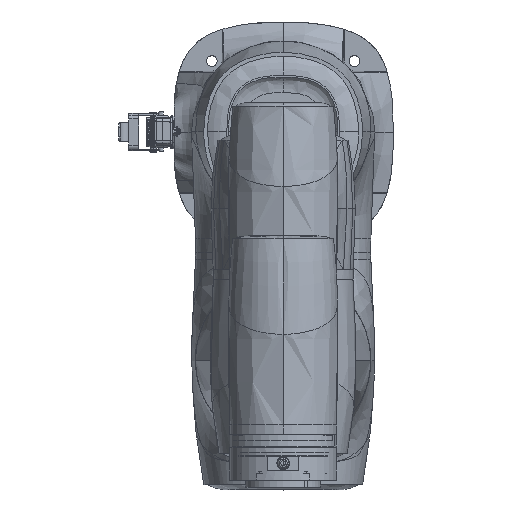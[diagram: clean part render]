
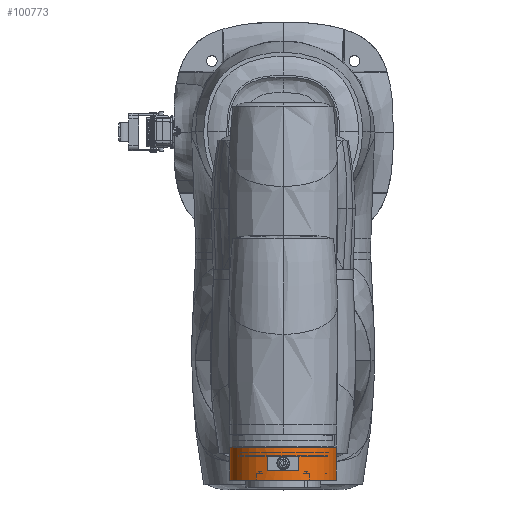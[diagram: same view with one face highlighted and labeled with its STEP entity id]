
A CAD part, top view. The second image highlights one B-rep face of the part: STEP entity #100773.
In plain terms, the highlighted cylindrical face has radius 45 mm (diameter 90 mm), a partial arc.
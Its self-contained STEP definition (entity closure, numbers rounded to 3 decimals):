
#98762=CARTESIAN_POINT('',(20.2,0.,0.));
#98763=DIRECTION('',(-1.,0.,0.));
#98764=DIRECTION('',(0.,0.966,-0.259));
#98765=AXIS2_PLACEMENT_3D('',#98762,#98763,#98764);
#98767=DIRECTION('',(-1.,0.,0.));
#98768=VECTOR('',#98767,27.6);
#98769=CARTESIAN_POINT('',(20.2,43.467,-11.647));
#98770=LINE('',#98769,#98768);
#98771=DIRECTION('',(1.,0.,0.));
#98772=VECTOR('',#98771,27.6);
#98773=CARTESIAN_POINT('',(-7.4,-43.467,11.647));
#98774=LINE('',#98773,#98772);
#98775=DIRECTION('',(-1.,0.,0.));
#98776=VECTOR('',#98775,12.);
#98777=CARTESIAN_POINT('',(12.,-23.944,-38.101));
#98778=LINE('',#98777,#98776);
#98779=DIRECTION('',(1.,0.,0.));
#98780=VECTOR('',#98779,12.);
#98781=CARTESIAN_POINT('',(0.,1.685,-44.968));
#98782=LINE('',#98781,#98780);
#98783=CARTESIAN_POINT('',(-7.4,0.,0.));
#98784=DIRECTION('',(1.,0.,0.));
#98785=DIRECTION('',(0.,-0.966,0.259));
#98786=AXIS2_PLACEMENT_3D('',#98783,#98784,#98785);
#98861=CARTESIAN_POINT('',(12.,0.,0.));
#98862=DIRECTION('',(1.,0.,0.));
#98863=DIRECTION('',(0.,-0.532,-0.847));
#98864=AXIS2_PLACEMENT_3D('',#98861,#98862,#98863);
#98870=CARTESIAN_POINT('',(0.,0.,0.));
#98871=DIRECTION('',(-1.,0.,0.));
#98872=DIRECTION('',(0.,0.037,-0.999));
#98873=AXIS2_PLACEMENT_3D('',#98870,#98871,#98872);
#100189=CARTESIAN_POINT('',(20.2,43.467,-11.647));
#100190=VERTEX_POINT('',#100189);
#100191=CARTESIAN_POINT('',(20.2,-43.467,11.647));
#100192=VERTEX_POINT('',#100191);
#100193=CARTESIAN_POINT('',(-7.4,43.467,-11.647));
#100194=VERTEX_POINT('',#100193);
#100195=CARTESIAN_POINT('',(-7.4,-43.467,11.647));
#100196=VERTEX_POINT('',#100195);
#100197=CARTESIAN_POINT('',(12.,-23.944,-38.101));
#100198=CARTESIAN_POINT('',(0.,-23.944,-38.101));
#100199=VERTEX_POINT('',#100197);
#100200=VERTEX_POINT('',#100198);
#100201=CARTESIAN_POINT('',(0.,1.685,-44.968));
#100202=VERTEX_POINT('',#100201);
#100203=CARTESIAN_POINT('',(12.,1.685,-44.968));
#100204=VERTEX_POINT('',#100203);
#100749=CARTESIAN_POINT('',(28.045,0.,0.));
#100750=DIRECTION('',(-1.,0.,0.));
#100751=DIRECTION('',(0.,0.966,-0.259));
#100752=AXIS2_PLACEMENT_3D('',#100749,#100750,#100751);
#100753=CYLINDRICAL_SURFACE('',#100752,45.);
#100755=ORIENTED_EDGE('',*,*,#100754,.T.);
#100757=ORIENTED_EDGE('',*,*,#100756,.F.);
#100759=ORIENTED_EDGE('',*,*,#100758,.T.);
#100760=ORIENTED_EDGE('',*,*,#100742,.F.);
#100761=EDGE_LOOP('',(#100755,#100757,#100759,#100760));
#100762=FACE_OUTER_BOUND('',#100761,.F.);
#100764=ORIENTED_EDGE('',*,*,#100763,.T.);
#100766=ORIENTED_EDGE('',*,*,#100765,.F.);
#100768=ORIENTED_EDGE('',*,*,#100767,.T.);
#100770=ORIENTED_EDGE('',*,*,#100769,.F.);
#100771=EDGE_LOOP('',(#100764,#100766,#100768,#100770));
#100772=FACE_BOUND('',#100771,.F.);
#100773=ADVANCED_FACE('',(#100762,#100772),#100753,.T.);
#98766=CIRCLE('',#98765,45.);
#98787=CIRCLE('',#98786,45.);
#98865=CIRCLE('',#98864,45.);
#98874=CIRCLE('',#98873,45.);
#100742=EDGE_CURVE('',#100190,#100192,#98766,.T.);
#100754=EDGE_CURVE('',#100190,#100194,#98770,.T.);
#100756=EDGE_CURVE('',#100196,#100194,#98787,.T.);
#100758=EDGE_CURVE('',#100196,#100192,#98774,.T.);
#100763=EDGE_CURVE('',#100199,#100200,#98778,.T.);
#100765=EDGE_CURVE('',#100202,#100200,#98874,.T.);
#100767=EDGE_CURVE('',#100202,#100204,#98782,.T.);
#100769=EDGE_CURVE('',#100199,#100204,#98865,.T.);
